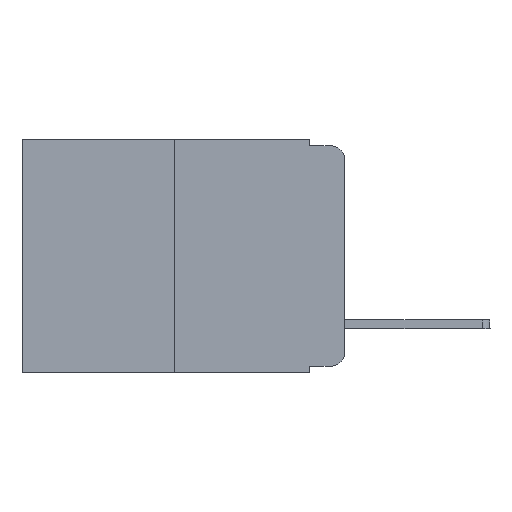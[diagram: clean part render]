
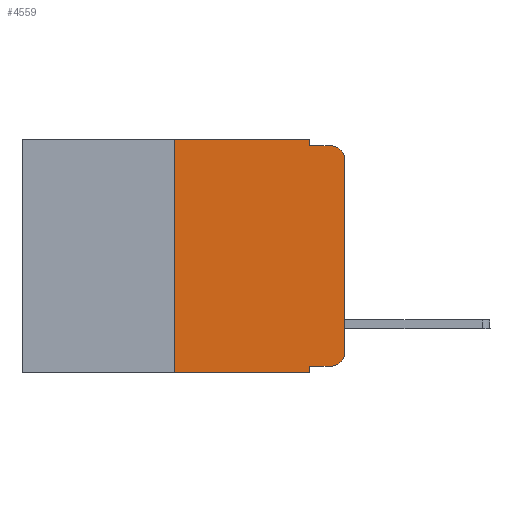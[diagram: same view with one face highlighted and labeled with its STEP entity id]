
A CAD part, left-side view. The second image highlights one B-rep face of the part: STEP entity #4559.
In plain terms, the highlighted planar face has unit normal (-1, 0, 0).
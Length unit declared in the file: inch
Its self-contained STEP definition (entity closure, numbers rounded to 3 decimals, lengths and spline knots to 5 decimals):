
#56 = CARTESIAN_POINT ( 'NONE',  ( 0., 0.051, -0.333 ) ) ;
#124 = VECTOR ( 'NONE', #1894, 39.37008 ) ;
#160 = CARTESIAN_POINT ( 'NONE',  ( 0., 0.02, -0.01 ) ) ;
#461 = LINE ( 'NONE', #56, #13739 ) ;
#689 = CARTESIAN_POINT ( 'NONE',  ( 0., 0.02, -0.03 ) ) ;
#693 = DIRECTION ( 'NONE',  ( 0., 0., 1. ) ) ;
#1022 = VECTOR ( 'NONE', #9555, 39.37008 ) ;
#1069 = VERTEX_POINT ( 'NONE', #160 ) ;
#1481 = VERTEX_POINT ( 'NONE', #3278 ) ;
#1692 = CARTESIAN_POINT ( 'NONE',  ( 0., 0., -0.03 ) ) ;
#1716 = EDGE_CURVE ( 'NONE', #1968, #11257, #461, .T. ) ;
#1867 = CARTESIAN_POINT ( 'NONE',  ( 0., 0.473, 0. ) ) ;
#1894 = DIRECTION ( 'NONE',  ( 0., -1., 0. ) ) ;
#1968 = VERTEX_POINT ( 'NONE', #9671 ) ;
#2116 = AXIS2_PLACEMENT_3D ( 'NONE', #689, #5751, #15564 ) ;
#2190 = LINE ( 'NONE', #7264, #7342 ) ;
#2250 = VERTEX_POINT ( 'NONE', #4103 ) ;
#2315 = EDGE_CURVE ( 'NONE', #1968, #1481, #9689, .T. ) ;
#2815 = DIRECTION ( 'NONE',  ( -1., 0., 0. ) ) ;
#2979 = CARTESIAN_POINT ( 'NONE',  ( 0., 0.473, -0.343 ) ) ;
#2992 = VECTOR ( 'NONE', #6934, 39.37008 ) ;
#3154 = VERTEX_POINT ( 'NONE', #14767 ) ;
#3278 = CARTESIAN_POINT ( 'NONE',  ( 0., 0.051, -0.343 ) ) ;
#3480 = EDGE_CURVE ( 'NONE', #4427, #1069, #4376, .T. ) ;
#3529 = EDGE_CURVE ( 'NONE', #5512, #7966, #2190, .T. ) ;
#3871 = CARTESIAN_POINT ( 'NONE',  ( 0., 0.02, -0.313 ) ) ;
#4103 = CARTESIAN_POINT ( 'NONE',  ( 0., 0.25, -0.343 ) ) ;
#4261 = ORIENTED_EDGE ( 'NONE', *, *, #3480, .F. ) ;
#4376 = LINE ( 'NONE', #6817, #1022 ) ;
#4427 = VERTEX_POINT ( 'NONE', #5438 ) ;
#4489 = CIRCLE ( 'NONE', #10349, 0.02 ) ;
#4491 = VERTEX_POINT ( 'NONE', #9569 ) ;
#4559 = ADVANCED_FACE ( 'NONE', ( #10801 ), #10912, .F. ) ;
#4826 = LINE ( 'NONE', #15852, #12061 ) ;
#5122 = CARTESIAN_POINT ( 'NONE',  ( 0., 0.02, -0.333 ) ) ;
#5189 = ORIENTED_EDGE ( 'NONE', *, *, #6331, .T. ) ;
#5438 = CARTESIAN_POINT ( 'NONE',  ( 0., 0.051, -0.01 ) ) ;
#5512 = VERTEX_POINT ( 'NONE', #5840 ) ;
#5620 = ORIENTED_EDGE ( 'NONE', *, *, #3529, .T. ) ;
#5751 = DIRECTION ( 'NONE',  ( -1., 0., 0. ) ) ;
#5821 = CARTESIAN_POINT ( 'NONE',  ( 0., 0.051, 0. ) ) ;
#5827 = DIRECTION ( 'NONE',  ( 0., 0., -1. ) ) ;
#5840 = CARTESIAN_POINT ( 'NONE',  ( 0., 0., -0.313 ) ) ;
#6206 = DIRECTION ( 'NONE',  ( 0., -1., 0. ) ) ;
#6330 = ORIENTED_EDGE ( 'NONE', *, *, #12290, .F. ) ;
#6331 = EDGE_CURVE ( 'NONE', #2250, #1481, #12449, .T. ) ;
#6345 = VECTOR ( 'NONE', #693, 39.37008 ) ;
#6428 = ORIENTED_EDGE ( 'NONE', *, *, #2315, .F. ) ;
#6643 = LINE ( 'NONE', #11097, #7858 ) ;
#6817 = CARTESIAN_POINT ( 'NONE',  ( 0., 0.051, -0.01 ) ) ;
#6934 = DIRECTION ( 'NONE',  ( 0., 0., -1. ) ) ;
#7264 = CARTESIAN_POINT ( 'NONE',  ( 0., 0., 0. ) ) ;
#7342 = VECTOR ( 'NONE', #8513, 39.37008 ) ;
#7858 = VECTOR ( 'NONE', #9200, 39.37008 ) ;
#7966 = VERTEX_POINT ( 'NONE', #1692 ) ;
#8513 = DIRECTION ( 'NONE',  ( 0., 0., 1. ) ) ;
#9200 = DIRECTION ( 'NONE',  ( 0., -1., 0. ) ) ;
#9214 = ORIENTED_EDGE ( 'NONE', *, *, #1716, .T. ) ;
#9330 = EDGE_CURVE ( 'NONE', #11257, #5512, #4489, .T. ) ;
#9555 = DIRECTION ( 'NONE',  ( 0., -1., 0. ) ) ;
#9569 = CARTESIAN_POINT ( 'NONE',  ( 0., 0.25, 0. ) ) ;
#9671 = CARTESIAN_POINT ( 'NONE',  ( 0., 0.051, -0.333 ) ) ;
#9689 = LINE ( 'NONE', #5821, #2992 ) ;
#10349 = AXIS2_PLACEMENT_3D ( 'NONE', #3871, #2815, #11537 ) ;
#10801 = FACE_OUTER_BOUND ( 'NONE', #12964, .T. ) ;
#10912 = PLANE ( 'NONE',  #15779 ) ;
#11097 = CARTESIAN_POINT ( 'NONE',  ( 0., 0.473, 0. ) ) ;
#11257 = VERTEX_POINT ( 'NONE', #5122 ) ;
#11451 = EDGE_CURVE ( 'NONE', #3154, #4427, #4826, .T. ) ;
#11537 = DIRECTION ( 'NONE',  ( 0., 0., -1. ) ) ;
#11639 = EDGE_CURVE ( 'NONE', #7966, #1069, #14726, .T. ) ;
#11714 = DIRECTION ( 'NONE',  ( 1., 0., 0. ) ) ;
#11752 = ORIENTED_EDGE ( 'NONE', *, *, #9330, .T. ) ;
#11774 = DIRECTION ( 'NONE',  ( 0., 0., -1. ) ) ;
#12010 = ORIENTED_EDGE ( 'NONE', *, *, #11451, .F. ) ;
#12061 = VECTOR ( 'NONE', #5827, 39.37008 ) ;
#12290 = EDGE_CURVE ( 'NONE', #2250, #4491, #13356, .T. ) ;
#12449 = LINE ( 'NONE', #2979, #124 ) ;
#12964 = EDGE_LOOP ( 'NONE', ( #5620, #15088, #4261, #12010, #16057, #6330, #5189, #6428, #9214, #11752 ) ) ;
#13356 = LINE ( 'NONE', #14393, #6345 ) ;
#13739 = VECTOR ( 'NONE', #6206, 39.37008 ) ;
#14393 = CARTESIAN_POINT ( 'NONE',  ( 0., 0.25, 0. ) ) ;
#14726 = CIRCLE ( 'NONE', #2116, 0.02 ) ;
#14767 = CARTESIAN_POINT ( 'NONE',  ( 0., 0.051, 0. ) ) ;
#14951 = EDGE_CURVE ( 'NONE', #4491, #3154, #6643, .T. ) ;
#15088 = ORIENTED_EDGE ( 'NONE', *, *, #11639, .T. ) ;
#15564 = DIRECTION ( 'NONE',  ( 0., 0., -1. ) ) ;
#15779 = AXIS2_PLACEMENT_3D ( 'NONE', #1867, #11714, #11774 ) ;
#15852 = CARTESIAN_POINT ( 'NONE',  ( 0., 0.051, 0. ) ) ;
#16057 = ORIENTED_EDGE ( 'NONE', *, *, #14951, .F. ) ;
